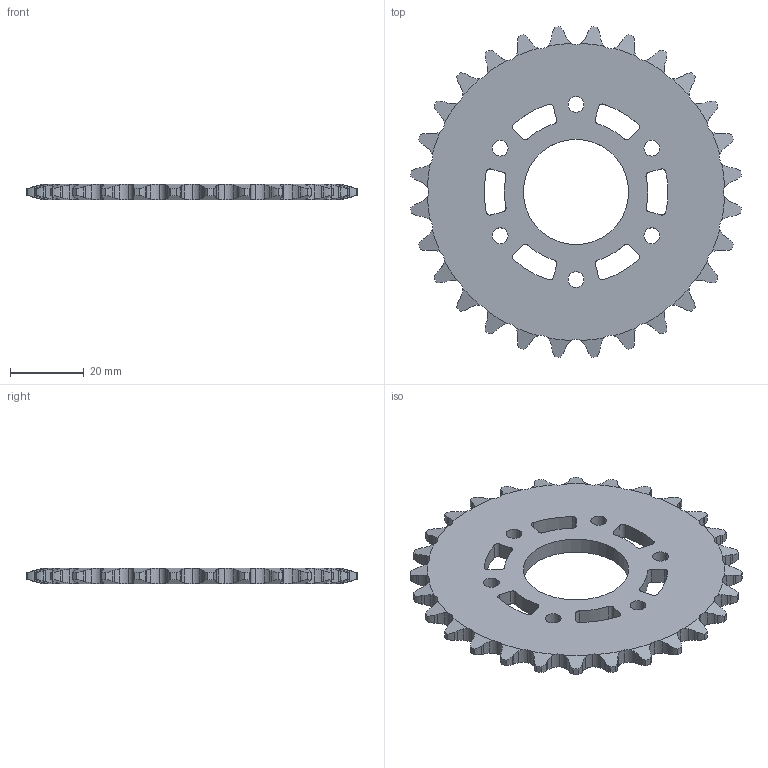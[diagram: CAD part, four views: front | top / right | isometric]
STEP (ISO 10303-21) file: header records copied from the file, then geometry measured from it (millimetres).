
FILE_DESCRIPTION (( 'STEP AP203' ), '1' );
FILE_NAME ('217-2653.20121204.STEP', '2012-12-05T02:11:15', ( 'svradm' ), ( 'Microsoft' ), 'SwSTEP 2.0', 'SolidWorks 2012', '' );
FILE_SCHEMA (( 'CONFIG_CONTROL_DESIGN' ));
Length unit declared in the file: inch
Products named in the file (1): 217-2653.20121204
Bounding box: 89.83 x 89.83 x 4.29 mm (x, y, z)
Volume: 18797.3 mm3; surface area: 11972.5 mm2
Topology: 1 solids, 1 shells, 380 faces, 1134 edges, 756 vertices
Faces by surface type: cylinder 254, plane 70, cone 56
Entity records: 13865 total; most frequent: CARTESIAN_POINT 4063, ORIENTED_EDGE 2268, DIRECTION 1788, EDGE_CURVE 1134, VERTEX_POINT 756, AXIS2_PLACEMENT_3D 721, B_SPLINE_CURVE_WITH_KNOTS 448, EDGE_LOOP 406
